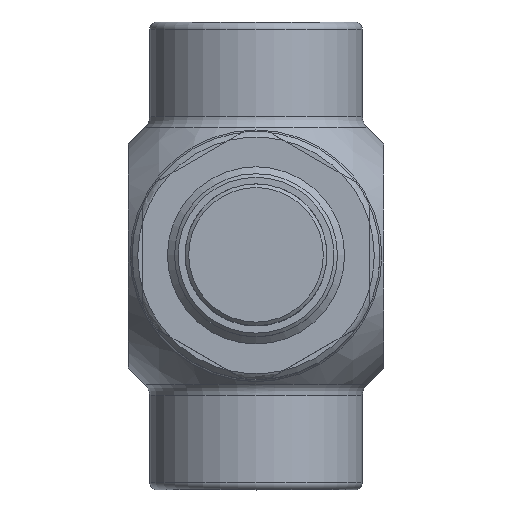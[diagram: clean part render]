
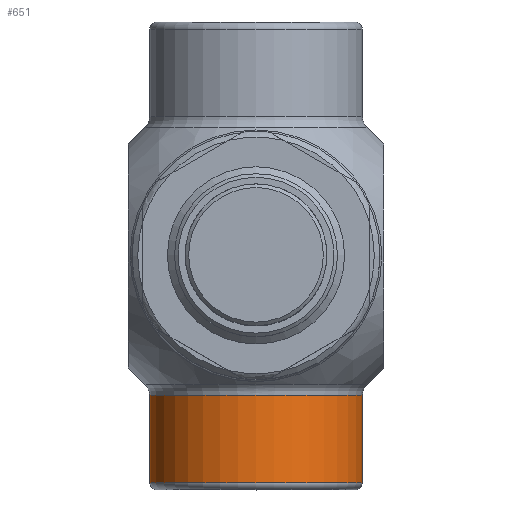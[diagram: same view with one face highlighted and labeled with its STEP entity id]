
A CAD part, top view. The second image highlights one B-rep face of the part: STEP entity #651.
In plain terms, the highlighted cylindrical face has radius 15 mm (diameter 30 mm), a full revolution.
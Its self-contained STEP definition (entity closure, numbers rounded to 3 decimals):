
#617=CARTESIAN_POINT('',(32.0,15.0,0.));
#618=VERTEX_POINT('',#617);
#619=CARTESIAN_POINT('',(32.0,0.0,0.0));
#620=DIRECTION('',(1.0,0.0,0.0));
#621=DIRECTION('',(0.0,-1.0,0.0));
#622=AXIS2_PLACEMENT_3D('',#619,#620,#621);
#623=CIRCLE('',#622,15.0);
#624=EDGE_CURVE('',#618,#618,#623,.T.);
#632=CARTESIAN_POINT('',(17.0,0.0,0.0));
#633=DIRECTION('',(1.0,0.0,0.0));
#634=DIRECTION('',(0.0,-1.0,0.0));
#635=AXIS2_PLACEMENT_3D('',#632,#633,#634);
#636=CYLINDRICAL_SURFACE('',#635,15.0);
#637=CARTESIAN_POINT('',(19.672,15.0,0.));
#638=VERTEX_POINT('',#637);
#639=CARTESIAN_POINT('',(19.672,0.0,0.0));
#640=DIRECTION('',(-1.0,0.0,0.0));
#641=DIRECTION('',(0.0,-1.0,0.0));
#642=AXIS2_PLACEMENT_3D('',#639,#640,#641);
#643=CIRCLE('',#642,15.0);
#644=EDGE_CURVE('',#638,#638,#643,.T.);
#645=ORIENTED_EDGE('',*,*,#644,.F.);
#646=EDGE_LOOP('',(#645));
#647=FACE_OUTER_BOUND('',#646,.T.);
#648=ORIENTED_EDGE('',*,*,#624,.F.);
#649=EDGE_LOOP('',(#648));
#650=FACE_BOUND('',#649,.T.);
#651=ADVANCED_FACE('',(#647,#650),#636,.T.);
